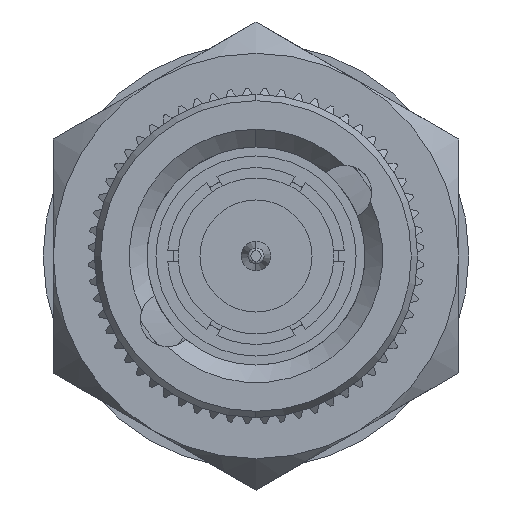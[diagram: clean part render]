
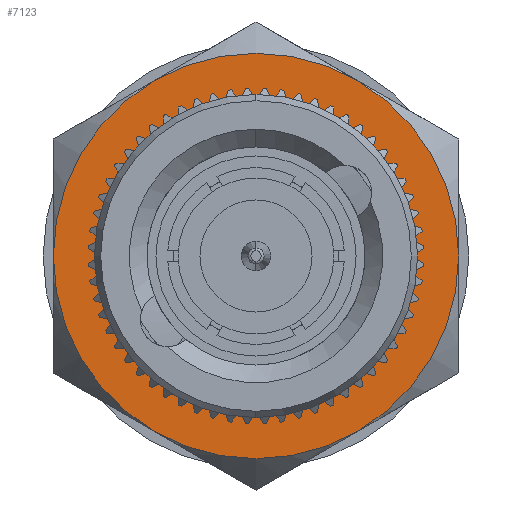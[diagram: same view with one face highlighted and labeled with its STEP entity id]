
A CAD part, left-side view. The second image highlights one B-rep face of the part: STEP entity #7123.
In plain terms, the highlighted face is planar.
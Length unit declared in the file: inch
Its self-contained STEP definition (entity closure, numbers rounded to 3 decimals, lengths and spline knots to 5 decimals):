
#1 = EDGE_CURVE ( 'NONE', #17222, #12903, #30125, .T. ) ;
#364 = CARTESIAN_POINT ( 'NONE',  ( 0.835, 0., 0. ) ) ;
#887 = VERTEX_POINT ( 'NONE', #3116 ) ;
#1134 = EDGE_CURVE ( 'NONE', #887, #8171, #20792, .T. ) ;
#1228 = EDGE_CURVE ( 'NONE', #1801, #10672, #3536, .T. ) ;
#1315 = CARTESIAN_POINT ( 'NONE',  ( 0.835, 0., 0. ) ) ;
#1801 = VERTEX_POINT ( 'NONE', #19908 ) ;
#2288 = AXIS2_PLACEMENT_3D ( 'NONE', #364, #27822, #8226 ) ;
#2342 = CARTESIAN_POINT ( 'NONE',  ( 0.835, 0.4, 0. ) ) ;
#2834 = DIRECTION ( 'NONE',  ( 0., -1., 0. ) ) ;
#3112 = DIRECTION ( 'NONE',  ( -1., 0., 0. ) ) ;
#3116 = CARTESIAN_POINT ( 'NONE',  ( 0.835, 0.34375, 0. ) ) ;
#3158 = EDGE_CURVE ( 'NONE', #887, #24853, #30524, .T. ) ;
#3536 = CIRCLE ( 'NONE', #12939, 0.34375 ) ;
#4492 = CARTESIAN_POINT ( 'NONE',  ( 0.835, -0.17188, -0.2977 ) ) ;
#4583 = AXIS2_PLACEMENT_3D ( 'NONE', #21916, #9329, #31433 ) ;
#4830 = ORIENTED_EDGE ( 'NONE', *, *, #1, .F. ) ;
#4943 = AXIS2_PLACEMENT_3D ( 'NONE', #2342, #27348, #2834 ) ;
#5037 = AXIS2_PLACEMENT_3D ( 'NONE', #25675, #16021, #31405 ) ;
#5202 = CARTESIAN_POINT ( 'NONE',  ( 0.835, 0., 0. ) ) ;
#7123 = ADVANCED_FACE ( 'NONE', ( #29523, #10216 ), #22305, .F. ) ;
#7308 = ORIENTED_EDGE ( 'NONE', *, *, #15521, .F. ) ;
#7312 = AXIS2_PLACEMENT_3D ( 'NONE', #11831, #8729, #8881 ) ;
#7408 = CARTESIAN_POINT ( 'NONE',  ( 0.835, 0.17187, 0.2977 ) ) ;
#7561 = ORIENTED_EDGE ( 'NONE', *, *, #3158, .F. ) ;
#8171 = VERTEX_POINT ( 'NONE', #7408 ) ;
#8226 = DIRECTION ( 'NONE',  ( 0., -1., 0. ) ) ;
#8688 = DIRECTION ( 'NONE',  ( 0., -1., 0. ) ) ;
#8729 = DIRECTION ( 'NONE',  ( -1., 0., 0. ) ) ;
#8881 = DIRECTION ( 'NONE',  ( 0., -1., 0. ) ) ;
#9329 = DIRECTION ( 'NONE',  ( 1., 0., 0. ) ) ;
#9810 = ORIENTED_EDGE ( 'NONE', *, *, #1134, .T. ) ;
#10216 = FACE_OUTER_BOUND ( 'NONE', #14609, .T. ) ;
#10388 = VERTEX_POINT ( 'NONE', #4492 ) ;
#10483 = CIRCLE ( 'NONE', #7312, 0.34375 ) ;
#10672 = VERTEX_POINT ( 'NONE', #21795 ) ;
#11831 = CARTESIAN_POINT ( 'NONE',  ( 0.835, 0., 0. ) ) ;
#12096 = DIRECTION ( 'NONE',  ( -1., 0., 0. ) ) ;
#12903 = VERTEX_POINT ( 'NONE', #18095 ) ;
#12939 = AXIS2_PLACEMENT_3D ( 'NONE', #26962, #12096, #22726 ) ;
#14609 = EDGE_LOOP ( 'NONE', ( #28209, #24964, #22624, #7561, #9810, #7308 ) ) ;
#15015 = ORIENTED_EDGE ( 'NONE', *, *, #22370, .F. ) ;
#15521 = EDGE_CURVE ( 'NONE', #10672, #8171, #19822, .T. ) ;
#15799 = AXIS2_PLACEMENT_3D ( 'NONE', #1315, #3112, #8688 ) ;
#16021 = DIRECTION ( 'NONE',  ( 1., 0., 0. ) ) ;
#16740 = CIRCLE ( 'NONE', #30337, 0.07283 ) ;
#16992 = CARTESIAN_POINT ( 'NONE',  ( 0.835, 0.17187, -0.2977 ) ) ;
#17222 = VERTEX_POINT ( 'NONE', #30874 ) ;
#17879 = CIRCLE ( 'NONE', #15799, 0.34375 ) ;
#18095 = CARTESIAN_POINT ( 'NONE',  ( 0.835, -0.07283, 0. ) ) ;
#19822 = CIRCLE ( 'NONE', #29240, 0.34375 ) ;
#19908 = CARTESIAN_POINT ( 'NONE',  ( 0.835, -0.34375, 0. ) ) ;
#20678 = CARTESIAN_POINT ( 'NONE',  ( 0.835, 0., 0. ) ) ;
#20792 = CIRCLE ( 'NONE', #4583, 0.34375 ) ;
#21153 = DIRECTION ( 'NONE',  ( -1., 0., 0. ) ) ;
#21795 = CARTESIAN_POINT ( 'NONE',  ( 0.835, -0.17188, 0.2977 ) ) ;
#21916 = CARTESIAN_POINT ( 'NONE',  ( 0.835, 0., 0. ) ) ;
#22070 = DIRECTION ( 'NONE',  ( 0., -1., 0. ) ) ;
#22305 = PLANE ( 'NONE',  #4943 ) ;
#22370 = EDGE_CURVE ( 'NONE', #12903, #17222, #16740, .T. ) ;
#22624 = ORIENTED_EDGE ( 'NONE', *, *, #22850, .F. ) ;
#22726 = DIRECTION ( 'NONE',  ( 0., -1., 0. ) ) ;
#22850 = EDGE_CURVE ( 'NONE', #24853, #10388, #17879, .T. ) ;
#24853 = VERTEX_POINT ( 'NONE', #16992 ) ;
#24964 = ORIENTED_EDGE ( 'NONE', *, *, #26871, .F. ) ;
#25051 = EDGE_LOOP ( 'NONE', ( #15015, #4830 ) ) ;
#25675 = CARTESIAN_POINT ( 'NONE',  ( 0.835, 0., 0. ) ) ;
#25895 = DIRECTION ( 'NONE',  ( 0., -1., 0. ) ) ;
#26871 = EDGE_CURVE ( 'NONE', #10388, #1801, #10483, .T. ) ;
#26962 = CARTESIAN_POINT ( 'NONE',  ( 0.835, 0., 0. ) ) ;
#27348 = DIRECTION ( 'NONE',  ( -1., 0., 0. ) ) ;
#27822 = DIRECTION ( 'NONE',  ( -1., 0., 0. ) ) ;
#28209 = ORIENTED_EDGE ( 'NONE', *, *, #1228, .F. ) ;
#29240 = AXIS2_PLACEMENT_3D ( 'NONE', #20678, #21153, #25895 ) ;
#29523 = FACE_BOUND ( 'NONE', #25051, .T. ) ;
#29598 = DIRECTION ( 'NONE',  ( 1., 0., 0. ) ) ;
#30125 = CIRCLE ( 'NONE', #5037, 0.07283 ) ;
#30337 = AXIS2_PLACEMENT_3D ( 'NONE', #5202, #29598, #22070 ) ;
#30524 = CIRCLE ( 'NONE', #2288, 0.34375 ) ;
#30874 = CARTESIAN_POINT ( 'NONE',  ( 0.835, 0.07283, 0. ) ) ;
#31405 = DIRECTION ( 'NONE',  ( 0., -1., 0. ) ) ;
#31433 = DIRECTION ( 'NONE',  ( 0., 1., 0. ) ) ;
